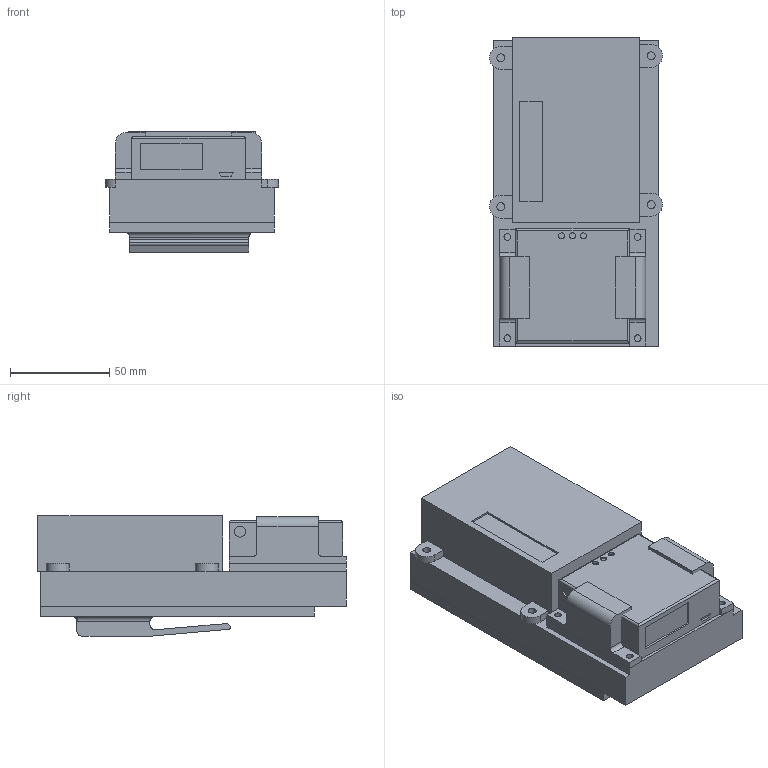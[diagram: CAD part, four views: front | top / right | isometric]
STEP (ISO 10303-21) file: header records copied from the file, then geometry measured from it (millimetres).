
FILE_DESCRIPTION(/* description */ ('','CAx-IF Rec.Pracs.---Representation and Presentation of Product Manufacturing Information (PMI)---4.0---2014-10-13'),/* implementation_level */ '2;1');
FILE_NAME(/* name */ 'SystemGatewayAssembly.step',/* time_stamp */ '2025-04-07T11:33:33-04:00',/* author */ (''),/* organization */ (''),/* preprocessor_version */ 'ST-DEVELOPER v20',/* originating_system */ 'Autodesk Translation Framework v13.20.0.188',/* authorisation */ '');
FILE_SCHEMA (('AP242_MANAGED_MODEL_BASED_3D_ENGINEERING_MIM_LF { 1 0 10303 442 1 1 4 }'));
Length unit declared in the file: millimetre
Products named in the file (8): Belt Holder; Mango Router; Power Bank; Raspberry Pi; PowerBankEnclosure; PowerBankClamp; RightMangoClamp; LeftMangoClamp
Assembly tree (7 placements, depth 2):
  Belt Holder
    Mango Router
    Power Bank
    Raspberry Pi
    PowerBankEnclosure
    PowerBankClamp
    RightMangoClamp
    LeftMangoClamp
Bounding box: 87.2 x 155.2 x 60.64 mm (x, y, z)
Volume: 575392.8 mm3; surface area: 138200.7 mm2
Topology: 7 solids, 7 shells, 244 faces, 578 edges, 383 vertices
Faces by surface type: plane 185, cylinder 59
Full cylindrical faces by diameter (mm): 3 x3, 3.3 x4, 3.4 x4, 4 x5, 4.289 x1, 4.6 x12, 5.5 x1, 6 x2
Entity records: 7270 total; most frequent: CARTESIAN_POINT 1220, DIRECTION 1207, ORIENTED_EDGE 1156, EDGE_CURVE 578, LINE 467, VECTOR 467, VERTEX_POINT 383, AXIS2_PLACEMENT_3D 370
